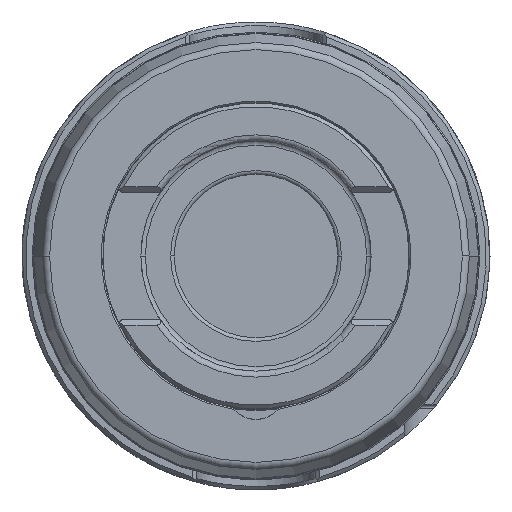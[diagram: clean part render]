
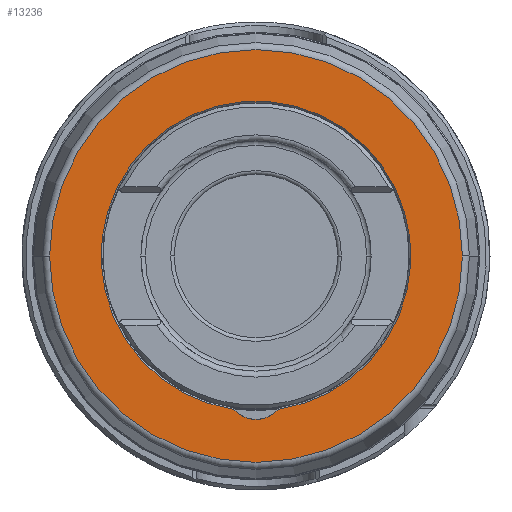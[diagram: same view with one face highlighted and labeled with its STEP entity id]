
A CAD part, front view. The second image highlights one B-rep face of the part: STEP entity #13236.
In plain terms, the highlighted planar face has unit normal (0, -1, 0).
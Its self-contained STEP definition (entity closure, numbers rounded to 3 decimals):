
#12260=CARTESIAN_POINT('',(0.,-13.5,0.));
#12261=DIRECTION('',(0.,1.,0.));
#12262=DIRECTION('',(1.,0.,0.));
#12263=AXIS2_PLACEMENT_3D('',#12260,#12261,#12262);
#12275=CARTESIAN_POINT('',(0.,-13.5,0.));
#12276=DIRECTION('',(0.,1.,0.));
#12277=DIRECTION('',(-1.,0.,0.));
#12278=AXIS2_PLACEMENT_3D('',#12275,#12276,#12277);
#12285=CARTESIAN_POINT('',(0.,-13.5,-18.));
#12286=DIRECTION('',(0.,-1.,0.));
#12287=DIRECTION('',(-0.753,0.,-0.658));
#12288=AXIS2_PLACEMENT_3D('',#12285,#12286,#12287);
#12290=CARTESIAN_POINT('',(0.,-13.5,0.));
#12291=DIRECTION('',(0.,1.,0.));
#12292=DIRECTION('',(-0.144,0.,-0.99));
#12293=AXIS2_PLACEMENT_3D('',#12290,#12291,#12292);
#12707=CARTESIAN_POINT('',(-27.779,-13.5,0.));
#12708=CARTESIAN_POINT('',(27.779,-13.5,0.));
#12709=VERTEX_POINT('',#12707);
#12710=VERTEX_POINT('',#12708);
#12765=CARTESIAN_POINT('',(-3.013,-13.5,-20.631));
#12766=CARTESIAN_POINT('',(3.013,-13.5,-20.631));
#12767=VERTEX_POINT('',#12765);
#12768=VERTEX_POINT('',#12766);
#13221=CARTESIAN_POINT('',(0.,-13.5,0.));
#13222=DIRECTION('',(0.,-1.,0.));
#13223=DIRECTION('',(-1.,0.,0.));
#13224=AXIS2_PLACEMENT_3D('',#13221,#13222,#13223);
#13225=PLANE('',#13224);
#13226=ORIENTED_EDGE('',*,*,#13215,.T.);
#13227=ORIENTED_EDGE('',*,*,#13201,.T.);
#13228=EDGE_LOOP('',(#13226,#13227));
#13229=FACE_OUTER_BOUND('',#13228,.F.);
#13231=ORIENTED_EDGE('',*,*,#13230,.T.);
#13233=ORIENTED_EDGE('',*,*,#13232,.F.);
#13234=EDGE_LOOP('',(#13231,#13233));
#13235=FACE_BOUND('',#13234,.F.);
#13236=ADVANCED_FACE('',(#13229,#13235),#13225,.T.);
#12264=CIRCLE('',#12263,27.779);
#12279=CIRCLE('',#12278,27.779);
#12289=CIRCLE('',#12288,4.);
#12294=CIRCLE('',#12293,20.85);
#13201=EDGE_CURVE('',#12710,#12709,#12264,.T.);
#13215=EDGE_CURVE('',#12709,#12710,#12279,.T.);
#13230=EDGE_CURVE('',#12767,#12768,#12289,.T.);
#13232=EDGE_CURVE('',#12767,#12768,#12294,.T.);
